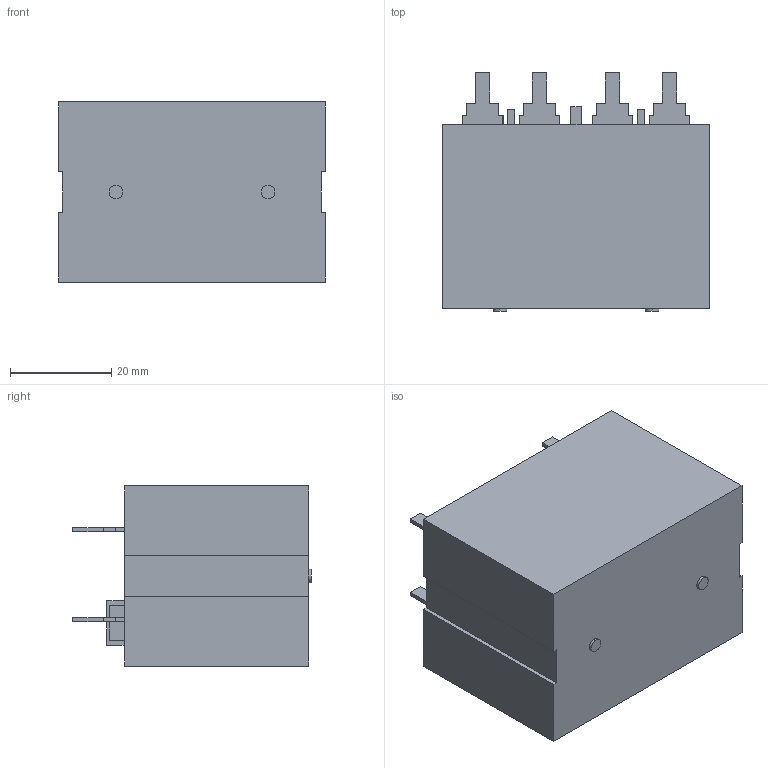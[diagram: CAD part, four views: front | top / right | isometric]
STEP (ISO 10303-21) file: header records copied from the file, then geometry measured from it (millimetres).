
FILE_DESCRIPTION (( 'STEP AP214' ), '1' );
FILE_NAME ('G7L_2A_P_PV_DC12.step', '2017-04-26T10:19:10', ( 'OSMC1.0 ' ), ( ' ' ), 'SwSTEP 2.0', 'SolidWorks 2002025', '' );
FILE_SCHEMA (( 'AUTOMOTIVE_DESIGN' ));
Length unit declared in the file: millimetre
Products named in the file (1): G7L_2A_P_PV_DC12
Bounding box: 52.5 x 47 x 35.5 mm (x, y, z)
Volume: 67112.4 mm3; surface area: 11339.5 mm2
Topology: 1 solids, 1 shells, 149 faces, 414 edges, 276 vertices
Faces by surface type: plane 145, cylinder 4
Entity records: 5480 total; most frequent: CARTESIAN_POINT 840, ORIENTED_EDGE 828, DIRECTION 722, EDGE_CURVE 414, LINE 406, VECTOR 406, VERTEX_POINT 276, EDGE_LOOP 158
